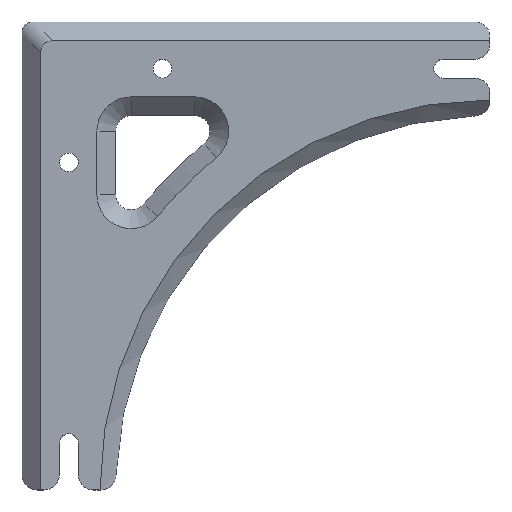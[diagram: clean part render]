
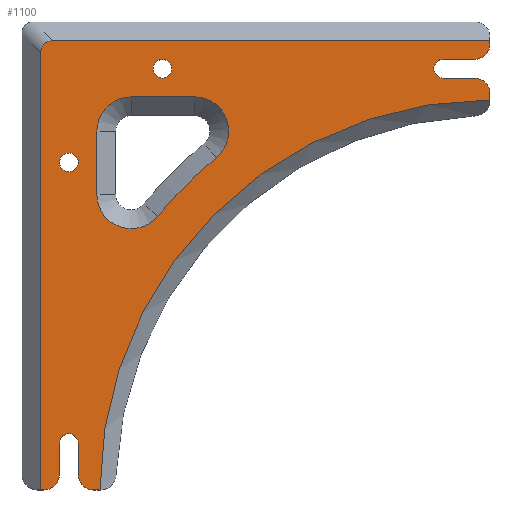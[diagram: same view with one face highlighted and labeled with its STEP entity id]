
A CAD part, top view. The second image highlights one B-rep face of the part: STEP entity #1100.
In plain terms, the highlighted planar face has unit normal (0, 0, 1).
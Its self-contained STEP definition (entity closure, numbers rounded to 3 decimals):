
#48=FACE_BOUND('',#184,.T.);
#49=FACE_BOUND('',#185,.T.);
#50=FACE_BOUND('',#186,.T.);
#66=PLANE('',#1215);
#114=FACE_OUTER_BOUND('',#183,.T.);
#183=EDGE_LOOP('',(#896,#897,#898,#899,#900,#901,#902,#903,#904,#905,#906,
#907,#908,#909,#910,#911,#912,#913));
#184=EDGE_LOOP('',(#914,#915,#916,#917,#918,#919));
#185=EDGE_LOOP('',(#920));
#186=EDGE_LOOP('',(#921));
#220=ELLIPSE('',#1217,9.526,5.5);
#226=LINE('',#1602,#320);
#270=LINE('',#1827,#364);
#274=LINE('',#1837,#368);
#278=LINE('',#1847,#372);
#281=LINE('',#1853,#375);
#283=LINE('',#1861,#377);
#284=LINE('',#1864,#378);
#285=LINE('',#1866,#379);
#286=LINE('',#1869,#380);
#287=LINE('',#1871,#381);
#288=LINE('',#1880,#382);
#289=LINE('',#1883,#383);
#320=VECTOR('',#1274,10.);
#364=VECTOR('',#1428,10.);
#368=VECTOR('',#1438,10.);
#372=VECTOR('',#1448,10.);
#375=VECTOR('',#1453,10.);
#377=VECTOR('',#1465,10.);
#378=VECTOR('',#1468,10.);
#379=VECTOR('',#1469,10.);
#380=VECTOR('',#1472,10.);
#381=VECTOR('',#1475,10.);
#382=VECTOR('',#1482,10.);
#383=VECTOR('',#1485,10.);
#435=CIRCLE('',#1182,125.);
#442=CIRCLE('',#1205,5.);
#443=CIRCLE('',#1208,5.);
#444=CIRCLE('',#1212,3.);
#445=CIRCLE('',#1214,3.);
#446=CIRCLE('',#1216,5.);
#447=CIRCLE('',#1218,5.);
#448=CIRCLE('',#1219,11.);
#449=CIRCLE('',#1220,138.);
#450=CIRCLE('',#1221,11.);
#451=CIRCLE('',#1222,11.);
#452=CIRCLE('',#1223,3.);
#453=CIRCLE('',#1224,3.);
#463=VERTEX_POINT('',#1599);
#464=VERTEX_POINT('',#1601);
#516=VERTEX_POINT('',#1737);
#517=VERTEX_POINT('',#1739);
#533=VERTEX_POINT('',#1824);
#534=VERTEX_POINT('',#1826);
#535=VERTEX_POINT('',#1830);
#536=VERTEX_POINT('',#1832);
#537=VERTEX_POINT('',#1836);
#538=VERTEX_POINT('',#1840);
#539=VERTEX_POINT('',#1842);
#540=VERTEX_POINT('',#1846);
#541=VERTEX_POINT('',#1850);
#542=VERTEX_POINT('',#1852);
#543=VERTEX_POINT('',#1860);
#544=VERTEX_POINT('',#1863);
#545=VERTEX_POINT('',#1865);
#546=VERTEX_POINT('',#1867);
#547=VERTEX_POINT('',#1872);
#548=VERTEX_POINT('',#1873);
#549=VERTEX_POINT('',#1875);
#550=VERTEX_POINT('',#1877);
#551=VERTEX_POINT('',#1879);
#552=VERTEX_POINT('',#1881);
#553=VERTEX_POINT('',#1884);
#554=VERTEX_POINT('',#1886);
#570=EDGE_CURVE('',#464,#463,#226,.T.);
#630=EDGE_CURVE('',#516,#517,#435,.T.);
#661=EDGE_CURVE('',#534,#533,#270,.T.);
#664=EDGE_CURVE('',#535,#536,#442,.T.);
#666=EDGE_CURVE('',#537,#536,#274,.T.);
#669=EDGE_CURVE('',#538,#539,#443,.T.);
#671=EDGE_CURVE('',#540,#539,#278,.T.);
#674=EDGE_CURVE('',#542,#541,#281,.T.);
#676=EDGE_CURVE('',#541,#540,#444,.T.);
#677=EDGE_CURVE('',#533,#537,#445,.T.);
#678=EDGE_CURVE('',#516,#543,#283,.T.);
#679=EDGE_CURVE('',#542,#543,#446,.T.);
#680=EDGE_CURVE('',#538,#544,#284,.T.);
#681=EDGE_CURVE('',#545,#544,#285,.T.);
#682=EDGE_CURVE('',#546,#545,#220,.T.);
#683=EDGE_CURVE('',#464,#546,#286,.T.);
#684=EDGE_CURVE('',#534,#463,#447,.T.);
#685=EDGE_CURVE('',#535,#517,#287,.T.);
#686=EDGE_CURVE('',#547,#548,#448,.T.);
#687=EDGE_CURVE('',#549,#547,#449,.T.);
#688=EDGE_CURVE('',#550,#549,#450,.T.);
#689=EDGE_CURVE('',#551,#550,#288,.T.);
#690=EDGE_CURVE('',#552,#551,#451,.T.);
#691=EDGE_CURVE('',#548,#552,#289,.T.);
#692=EDGE_CURVE('',#553,#553,#452,.T.);
#693=EDGE_CURVE('',#554,#554,#453,.T.);
#896=ORIENTED_EDGE('',*,*,#630,.F.);
#897=ORIENTED_EDGE('',*,*,#678,.T.);
#898=ORIENTED_EDGE('',*,*,#679,.F.);
#899=ORIENTED_EDGE('',*,*,#674,.T.);
#900=ORIENTED_EDGE('',*,*,#676,.T.);
#901=ORIENTED_EDGE('',*,*,#671,.T.);
#902=ORIENTED_EDGE('',*,*,#669,.F.);
#903=ORIENTED_EDGE('',*,*,#680,.T.);
#904=ORIENTED_EDGE('',*,*,#681,.F.);
#905=ORIENTED_EDGE('',*,*,#682,.F.);
#906=ORIENTED_EDGE('',*,*,#683,.F.);
#907=ORIENTED_EDGE('',*,*,#570,.T.);
#908=ORIENTED_EDGE('',*,*,#684,.F.);
#909=ORIENTED_EDGE('',*,*,#661,.T.);
#910=ORIENTED_EDGE('',*,*,#677,.T.);
#911=ORIENTED_EDGE('',*,*,#666,.T.);
#912=ORIENTED_EDGE('',*,*,#664,.F.);
#913=ORIENTED_EDGE('',*,*,#685,.T.);
#914=ORIENTED_EDGE('',*,*,#686,.F.);
#915=ORIENTED_EDGE('',*,*,#687,.F.);
#916=ORIENTED_EDGE('',*,*,#688,.F.);
#917=ORIENTED_EDGE('',*,*,#689,.F.);
#918=ORIENTED_EDGE('',*,*,#690,.F.);
#919=ORIENTED_EDGE('',*,*,#691,.F.);
#920=ORIENTED_EDGE('',*,*,#692,.T.);
#921=ORIENTED_EDGE('',*,*,#693,.T.);
#1100=ADVANCED_FACE('',(#114,#48,#49,#50),#66,.T.);
#1182=AXIS2_PLACEMENT_3D('',#1740,#1372,#1373);
#1205=AXIS2_PLACEMENT_3D('',#1833,#1433,#1434);
#1208=AXIS2_PLACEMENT_3D('',#1843,#1443,#1444);
#1212=AXIS2_PLACEMENT_3D('',#1856,#1457,#1458);
#1214=AXIS2_PLACEMENT_3D('',#1858,#1461,#1462);
#1215=AXIS2_PLACEMENT_3D('',#1859,#1463,#1464);
#1216=AXIS2_PLACEMENT_3D('',#1862,#1466,#1467);
#1217=AXIS2_PLACEMENT_3D('',#1868,#1470,#1471);
#1218=AXIS2_PLACEMENT_3D('',#1870,#1473,#1474);
#1219=AXIS2_PLACEMENT_3D('',#1874,#1476,#1477);
#1220=AXIS2_PLACEMENT_3D('',#1876,#1478,#1479);
#1221=AXIS2_PLACEMENT_3D('',#1878,#1480,#1481);
#1222=AXIS2_PLACEMENT_3D('',#1882,#1483,#1484);
#1223=AXIS2_PLACEMENT_3D('',#1885,#1486,#1487);
#1224=AXIS2_PLACEMENT_3D('',#1887,#1488,#1489);
#1274=DIRECTION('',(1.,0.,0.));
#1372=DIRECTION('center_axis',(0.,0.,
1.));
#1373=DIRECTION('ref_axis',(0.,1.,0.));
#1428=DIRECTION('',(0.,1.,0.));
#1433=DIRECTION('center_axis',(0.,0.,
-1.));
#1434=DIRECTION('ref_axis',(-0.707,-0.707,0.));
#1438=DIRECTION('',(0.,-1.,0.));
#1443=DIRECTION('center_axis',(0.,0.,
-1.));
#1444=DIRECTION('ref_axis',(0.707,-0.707,0.));
#1448=DIRECTION('',(1.,0.,0.));
#1453=DIRECTION('',(-1.,0.,0.));
#1457=DIRECTION('center_axis',(0.,0.,-1.));
#1458=DIRECTION('ref_axis',(1.,0.,0.));
#1461=DIRECTION('center_axis',(0.,0.,-1.));
#1462=DIRECTION('ref_axis',(1.,0.,0.));
#1463=DIRECTION('center_axis',(0.,0.,
1.));
#1464=DIRECTION('ref_axis',(1.,0.,0.));
#1465=DIRECTION('',(0.,1.,0.));
#1466=DIRECTION('center_axis',(0.,0.,
-1.));
#1467=DIRECTION('ref_axis',(0.707,0.707,0.));
#1468=DIRECTION('',(0.,1.,0.));
#1469=DIRECTION('',(1.,0.,0.));
#1470=DIRECTION('center_axis',(0.,0.,
-1.));
#1471=DIRECTION('ref_axis',(-0.707,0.707,0.));
#1472=DIRECTION('',(0.,1.,0.));
#1473=DIRECTION('center_axis',(0.,0.,
-1.));
#1474=DIRECTION('ref_axis',(0.707,-0.707,0.));
#1475=DIRECTION('',(1.,0.,0.));
#1476=DIRECTION('center_axis',(0.,0.,
1.));
#1477=DIRECTION('ref_axis',(0.941,0.338,0.));
#1478=DIRECTION('center_axis',(0.,0.,
-1.));
#1479=DIRECTION('ref_axis',(-1.,0.,0.));
#1480=DIRECTION('center_axis',(0.,0.,
1.));
#1481=DIRECTION('ref_axis',(-0.338,-0.941,0.));
#1482=DIRECTION('',(0.,-1.,0.));
#1483=DIRECTION('center_axis',(0.,0.,
1.));
#1484=DIRECTION('ref_axis',(-0.707,0.707,0.));
#1485=DIRECTION('',(-1.,0.,0.));
#1486=DIRECTION('center_axis',(0.,0.,-1.));
#1487=DIRECTION('ref_axis',(1.,0.,0.));
#1488=DIRECTION('center_axis',(0.,0.,-1.));
#1489=DIRECTION('ref_axis',(1.,0.,0.));
#1599=CARTESIAN_POINT('',(7.,-150.,8.));
#1601=CARTESIAN_POINT('',(6.,-150.,8.));
#1602=CARTESIAN_POINT('',(0.,-150.,8.));
#1737=CARTESIAN_POINT('',(150.,-25.,8.));
#1739=CARTESIAN_POINT('',(25.,-150.,8.));
#1740=CARTESIAN_POINT('Origin',(150.,-150.,8.));
#1824=CARTESIAN_POINT('',(12.,-135.,8.));
#1826=CARTESIAN_POINT('',(12.,-145.,8.));
#1827=CARTESIAN_POINT('',(12.,-150.,8.));
#1830=CARTESIAN_POINT('',(23.,-150.,8.));
#1832=CARTESIAN_POINT('',(18.,-145.,8.));
#1833=CARTESIAN_POINT('Origin',(23.,-145.,8.));
#1836=CARTESIAN_POINT('',(18.,-135.,8.));
#1837=CARTESIAN_POINT('',(18.,-142.5,8.));
#1840=CARTESIAN_POINT('',(150.,-7.,8.));
#1842=CARTESIAN_POINT('',(145.,-12.,8.));
#1843=CARTESIAN_POINT('Origin',(145.,-7.,8.));
#1846=CARTESIAN_POINT('',(135.,-12.,8.));
#1847=CARTESIAN_POINT('',(67.5,-12.,8.));
#1850=CARTESIAN_POINT('',(135.,-18.,8.));
#1852=CARTESIAN_POINT('',(145.,-18.,8.));
#1853=CARTESIAN_POINT('',(75.,-18.,8.));
#1856=CARTESIAN_POINT('Origin',(135.,-15.,8.));
#1858=CARTESIAN_POINT('Origin',(15.,-135.,8.));
#1859=CARTESIAN_POINT('Origin',(0.,-150.,8.));
#1860=CARTESIAN_POINT('',(150.,-23.,8.));
#1861=CARTESIAN_POINT('',(150.,0.,8.));
#1862=CARTESIAN_POINT('Origin',(145.,-23.,8.));
#1863=CARTESIAN_POINT('',(150.,-6.,8.));
#1864=CARTESIAN_POINT('',(150.,0.,8.));
#1865=CARTESIAN_POINT('',(9.889,-6.,8.));
#1866=CARTESIAN_POINT('',(15.,-6.,8.));
#1867=CARTESIAN_POINT('',(6.,-9.889,8.));
#1868=CARTESIAN_POINT('Origin',(13.778,-13.778,8.));
#1869=CARTESIAN_POINT('',(6.,-148.931,8.));
#1870=CARTESIAN_POINT('Origin',(7.,-145.,8.));
#1871=CARTESIAN_POINT('',(0.,-150.,8.));
#1872=CARTESIAN_POINT('',(62.253,-43.49,8.));
#1873=CARTESIAN_POINT('',(55.258,-24.,8.));
#1874=CARTESIAN_POINT('Origin',(55.258,-35.,8.));
#1875=CARTESIAN_POINT('',(43.49,-62.253,8.));
#1876=CARTESIAN_POINT('Origin',(150.,-150.,8.));
#1877=CARTESIAN_POINT('',(24.,-55.258,8.));
#1878=CARTESIAN_POINT('Origin',(35.,-55.258,8.));
#1879=CARTESIAN_POINT('',(24.,-35.,8.));
#1880=CARTESIAN_POINT('',(24.,-105.,8.));
#1881=CARTESIAN_POINT('',(35.,-24.,8.));
#1882=CARTESIAN_POINT('Origin',(35.,-35.,8.));
#1883=CARTESIAN_POINT('',(15.,-24.,8.));
#1884=CARTESIAN_POINT('',(42.,-15.,8.));
#1885=CARTESIAN_POINT('Origin',(45.,-15.,8.));
#1886=CARTESIAN_POINT('',(12.,-45.,8.));
#1887=CARTESIAN_POINT('Origin',(15.,-45.,8.));
